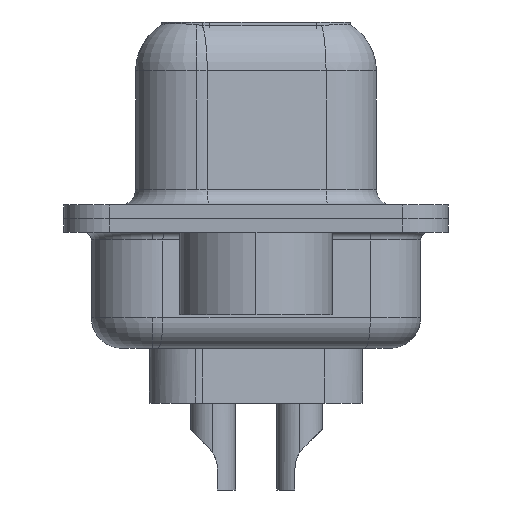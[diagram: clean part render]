
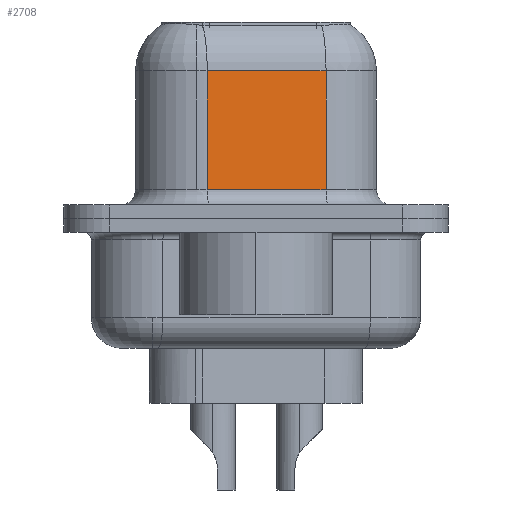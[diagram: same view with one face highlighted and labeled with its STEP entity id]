
A CAD part, left-side view. The second image highlights one B-rep face of the part: STEP entity #2708.
In plain terms, the highlighted planar face has unit normal (-0.985, -0.174, 0).
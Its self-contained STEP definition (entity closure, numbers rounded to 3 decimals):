
#800 = VECTOR ( 'NONE', #12611, 1000. ) ;
#849 = ORIENTED_EDGE ( 'NONE', *, *, #3988, .T. ) ;
#1131 = DIRECTION ( 'NONE',  ( 0.174, -0.985, 0. ) ) ;
#2152 = PLANE ( 'NONE',  #15988 ) ;
#2268 = EDGE_CURVE ( 'NONE', #8258, #18523, #3448, .T. ) ;
#2708 = ADVANCED_FACE ( 'NONE', ( #6739 ), #2152, .F. ) ;
#3448 = LINE ( 'NONE', #11337, #14908 ) ;
#3988 = EDGE_CURVE ( 'NONE', #11252, #8258, #6698, .T. ) ;
#5212 = LINE ( 'NONE', #13111, #16506 ) ;
#5474 = EDGE_CURVE ( 'NONE', #11252, #11290, #16577, .T. ) ;
#5491 = CARTESIAN_POINT ( 'NONE',  ( 5.063, -2.297, 0.95 ) ) ;
#6453 = DIRECTION ( 'NONE',  ( 0.985, 0.174, 0. ) ) ;
#6698 = LINE ( 'NONE', #9032, #18019 ) ;
#6699 = ORIENTED_EDGE ( 'NONE', *, *, #2268, .T. ) ;
#6739 = FACE_OUTER_BOUND ( 'NONE', #14254, .T. ) ;
#8258 = VERTEX_POINT ( 'NONE', #8855 ) ;
#8855 = CARTESIAN_POINT ( 'NONE',  ( 4.375, 1.603, 4.85 ) ) ;
#9032 = CARTESIAN_POINT ( 'NONE',  ( 5.063, -2.297, 4.85 ) ) ;
#9945 = DIRECTION ( 'NONE',  ( -0.174, 0.985, 0. ) ) ;
#10089 = DIRECTION ( 'NONE',  ( -0.174, 0.985, 0. ) ) ;
#11252 = VERTEX_POINT ( 'NONE', #11366 ) ;
#11290 = VERTEX_POINT ( 'NONE', #5491 ) ;
#11337 = CARTESIAN_POINT ( 'NONE',  ( 4.375, 1.603, 6.6 ) ) ;
#11358 = EDGE_CURVE ( 'NONE', #18523, #11290, #5212, .T. ) ;
#11366 = CARTESIAN_POINT ( 'NONE',  ( 5.063, -2.297, 4.85 ) ) ;
#12611 = DIRECTION ( 'NONE',  ( 0., 0., -1. ) ) ;
#12766 = ORIENTED_EDGE ( 'NONE', *, *, #11358, .T. ) ;
#13111 = CARTESIAN_POINT ( 'NONE',  ( 5.063, -2.297, 0.95 ) ) ;
#13603 = ORIENTED_EDGE ( 'NONE', *, *, #5474, .F. ) ;
#13624 = CARTESIAN_POINT ( 'NONE',  ( 5.063, -2.297, 6.6 ) ) ;
#14254 = EDGE_LOOP ( 'NONE', ( #13603, #849, #6699, #12766 ) ) ;
#14908 = VECTOR ( 'NONE', #17263, 1000. ) ;
#15686 = CARTESIAN_POINT ( 'NONE',  ( 4.375, 1.603, 0.95 ) ) ;
#15988 = AXIS2_PLACEMENT_3D ( 'NONE', #13624, #6453, #10089 ) ;
#16049 = CARTESIAN_POINT ( 'NONE',  ( 5.063, -2.297, 6.6 ) ) ;
#16506 = VECTOR ( 'NONE', #1131, 1000. ) ;
#16577 = LINE ( 'NONE', #16049, #800 ) ;
#17263 = DIRECTION ( 'NONE',  ( 0., 0., -1. ) ) ;
#18019 = VECTOR ( 'NONE', #9945, 1000. ) ;
#18523 = VERTEX_POINT ( 'NONE', #15686 ) ;
